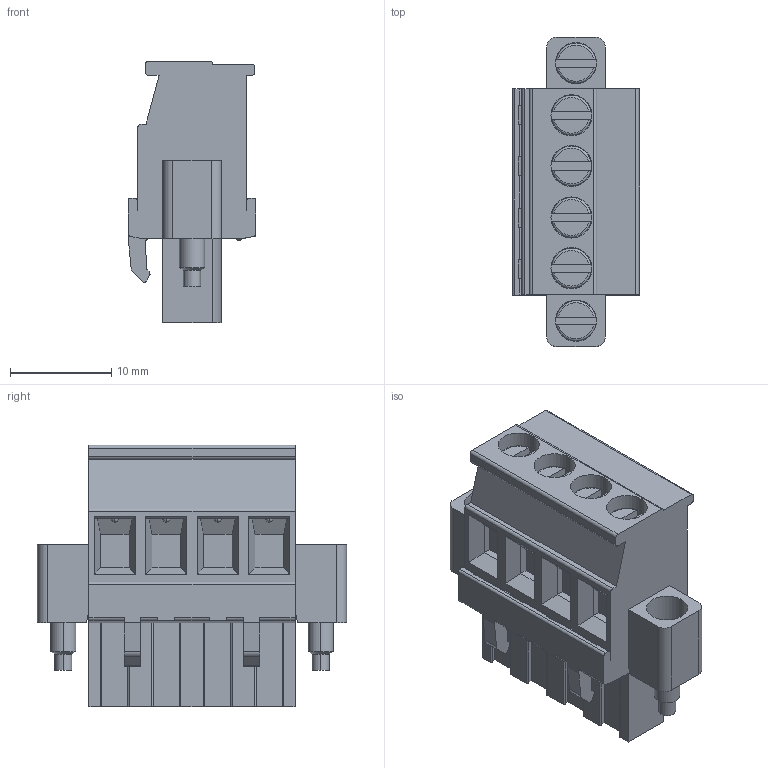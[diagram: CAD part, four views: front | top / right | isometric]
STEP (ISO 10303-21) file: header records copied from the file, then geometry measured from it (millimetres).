
FILE_DESCRIPTION((''),'2;1');
FILE_NAME('TLPSW-300R-03P-XS_M3_','2024-06-03T',('sheji'),(''),'PRO/ENGINEER BY PARAMETRIC TECHNOLOGY CORPORATION, 2015240','PRO/ENGINEER BY PARAMETRIC TECHNOLOGY CORPORATION, 2015240','');
FILE_SCHEMA(('CONFIG_CONTROL_DESIGN'));
Length unit declared in the file: millimetre
Products named in the file (1): TLPSW-300R-03P-XS_M3_
Bounding box: 12.56 x 30.48 x 25.8 mm (x, y, z)
Volume: 4725.7 mm3; surface area: 3125.6 mm2
Topology: 1 solids, 1 shells, 338 faces, 924 edges, 602 vertices
Faces by surface type: plane 189, cylinder 101, cone 20, sphere 16, torus 12
Entity records: 10829 total; most frequent: CARTESIAN_POINT 2136, ORIENTED_EDGE 1816, DIRECTION 1806, EDGE_CURVE 908, AXIS2_PLACEMENT_3D 611, VERTEX_POINT 602, VECTOR 584, LINE 584
